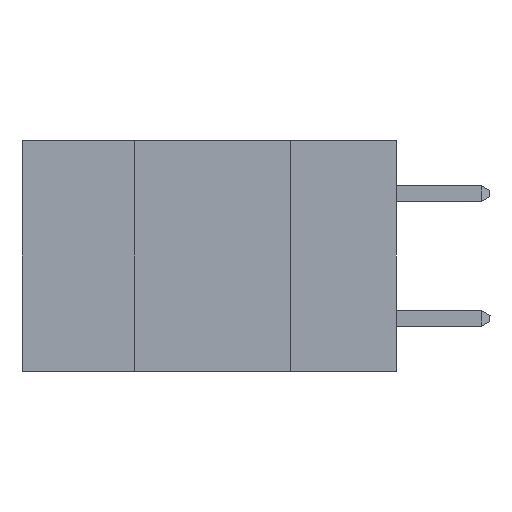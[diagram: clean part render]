
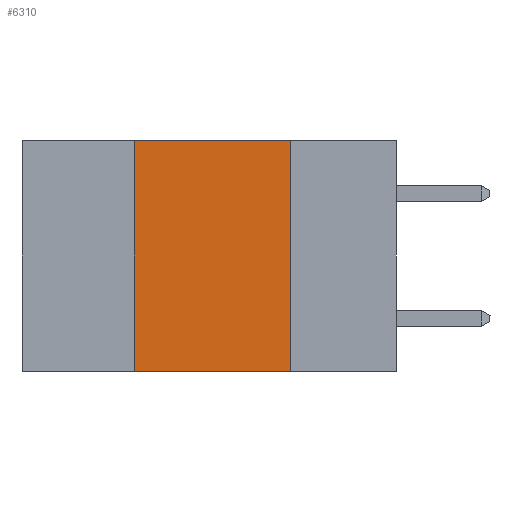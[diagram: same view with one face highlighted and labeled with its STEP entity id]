
A CAD part, left-side view. The second image highlights one B-rep face of the part: STEP entity #6310.
In plain terms, the highlighted planar face has unit normal (-1, 0, 0).
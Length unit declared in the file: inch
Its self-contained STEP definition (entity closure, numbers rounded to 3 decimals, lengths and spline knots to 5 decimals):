
#271 = EDGE_CURVE ( 'NONE', #12213, #6276, #10932, .T. ) ;
#562 = CARTESIAN_POINT ( 'NONE',  ( 0., 0.42, 0. ) ) ;
#591 = ORIENTED_EDGE ( 'NONE', *, *, #1037, .F. ) ;
#866 = VECTOR ( 'NONE', #8290, 39.37008 ) ;
#1037 = EDGE_CURVE ( 'NONE', #12213, #13267, #7315, .T. ) ;
#1365 = FACE_OUTER_BOUND ( 'NONE', #12475, .T. ) ;
#1529 = CARTESIAN_POINT ( 'NONE',  ( 0., 0.17, 0. ) ) ;
#1782 = EDGE_CURVE ( 'NONE', #13267, #11319, #9440, .T. ) ;
#2328 = DIRECTION ( 'NONE',  ( 0., 0., 1. ) ) ;
#2797 = AXIS2_PLACEMENT_3D ( 'NONE', #9884, #9565, #9544 ) ;
#3183 = CARTESIAN_POINT ( 'NONE',  ( 0., 0.42, -0.37 ) ) ;
#3284 = EDGE_CURVE ( 'NONE', #11319, #6276, #3902, .T. ) ;
#3397 = DIRECTION ( 'NONE',  ( 0., -1., 0. ) ) ;
#3430 = CARTESIAN_POINT ( 'NONE',  ( 0., 0.6, -0.37 ) ) ;
#3902 = LINE ( 'NONE', #13383, #9577 ) ;
#6276 = VERTEX_POINT ( 'NONE', #10301 ) ;
#6310 = ADVANCED_FACE ( 'NONE', ( #1365 ), #9606, .F. ) ;
#6477 = ORIENTED_EDGE ( 'NONE', *, *, #271, .T. ) ;
#7315 = LINE ( 'NONE', #3183, #12732 ) ;
#7497 = VECTOR ( 'NONE', #3397, 39.37008 ) ;
#8290 = DIRECTION ( 'NONE',  ( 0., -1., 0. ) ) ;
#8306 = CARTESIAN_POINT ( 'NONE',  ( 0., 0.6, 0. ) ) ;
#9131 = ORIENTED_EDGE ( 'NONE', *, *, #3284, .F. ) ;
#9440 = LINE ( 'NONE', #8306, #866 ) ;
#9544 = DIRECTION ( 'NONE',  ( 0., 0., -1. ) ) ;
#9565 = DIRECTION ( 'NONE',  ( 1., 0., 0. ) ) ;
#9577 = VECTOR ( 'NONE', #12534, 39.37008 ) ;
#9606 = PLANE ( 'NONE',  #2797 ) ;
#9884 = CARTESIAN_POINT ( 'NONE',  ( 0., 0.6, 0. ) ) ;
#10301 = CARTESIAN_POINT ( 'NONE',  ( 0., 0.17, -0.37 ) ) ;
#10932 = LINE ( 'NONE', #3430, #7497 ) ;
#11319 = VERTEX_POINT ( 'NONE', #1529 ) ;
#12213 = VERTEX_POINT ( 'NONE', #13245 ) ;
#12229 = ORIENTED_EDGE ( 'NONE', *, *, #1782, .F. ) ;
#12475 = EDGE_LOOP ( 'NONE', ( #9131, #12229, #591, #6477 ) ) ;
#12534 = DIRECTION ( 'NONE',  ( 0., 0., -1. ) ) ;
#12732 = VECTOR ( 'NONE', #2328, 39.37008 ) ;
#13245 = CARTESIAN_POINT ( 'NONE',  ( 0., 0.42, -0.37 ) ) ;
#13267 = VERTEX_POINT ( 'NONE', #562 ) ;
#13383 = CARTESIAN_POINT ( 'NONE',  ( 0., 0.17, -0.37 ) ) ;
